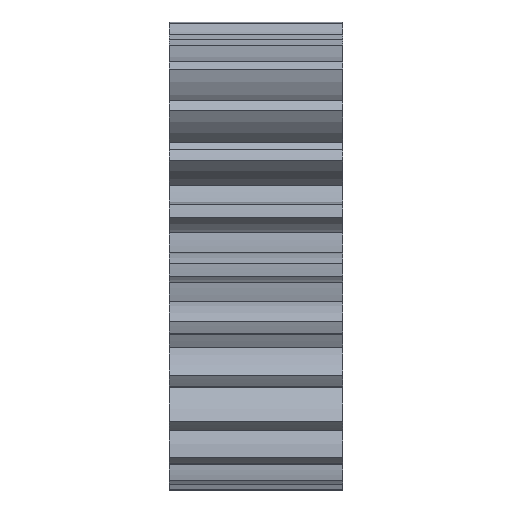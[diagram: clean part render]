
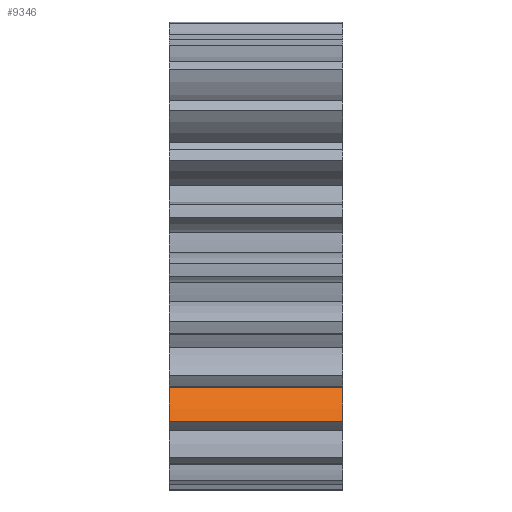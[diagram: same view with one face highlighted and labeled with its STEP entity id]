
A CAD part, top view. The second image highlights one B-rep face of the part: STEP entity #9346.
In plain terms, the highlighted cylindrical face has radius 6.35 mm (diameter 12.7 mm), a partial arc.
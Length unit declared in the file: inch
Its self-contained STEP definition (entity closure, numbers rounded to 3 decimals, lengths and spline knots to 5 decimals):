
#107 = VERTEX_POINT ( 'NONE', #24468 ) ;
#288 = EDGE_CURVE ( 'NONE', #107, #5788, #4511, .T. ) ;
#1124 = AXIS2_PLACEMENT_3D ( 'NONE', #6152, #21035, #4059 ) ;
#3906 = ORIENTED_EDGE ( 'NONE', *, *, #288, .F. ) ;
#4059 = DIRECTION ( 'NONE',  ( 0., 0., 1. ) ) ;
#4396 = DIRECTION ( 'NONE',  ( -1., 0., 0. ) ) ;
#4511 = LINE ( 'NONE', #6492, #10299 ) ;
#4996 = DIRECTION ( 'NONE',  ( -1., 0., 0. ) ) ;
#5788 = VERTEX_POINT ( 'NONE', #12393 ) ;
#6152 = CARTESIAN_POINT ( 'NONE',  ( -0.25, -0.55658, 0.23738 ) ) ;
#6492 = CARTESIAN_POINT ( 'NONE',  ( 0.25, -0.47941, 0.47517 ) ) ;
#6584 = EDGE_CURVE ( 'NONE', #107, #21408, #22519, .T. ) ;
#7886 = CYLINDRICAL_SURFACE ( 'NONE', #15083, 0.25 ) ;
#8728 = VECTOR ( 'NONE', #4396, 39.37008 ) ;
#8818 = EDGE_CURVE ( 'NONE', #21408, #9964, #9961, .T. ) ;
#9346 = ADVANCED_FACE ( 'NONE', ( #17169 ), #7886, .T. ) ;
#9618 = DIRECTION ( 'NONE',  ( 0., 0., 1. ) ) ;
#9961 = LINE ( 'NONE', #17511, #8728 ) ;
#9964 = VERTEX_POINT ( 'NONE', #20474 ) ;
#10299 = VECTOR ( 'NONE', #12042, 39.37008 ) ;
#11831 = CARTESIAN_POINT ( 'NONE',  ( 0.25, -0.38055, 0.41491 ) ) ;
#12042 = DIRECTION ( 'NONE',  ( -1., 0., 0. ) ) ;
#12393 = CARTESIAN_POINT ( 'NONE',  ( -0.25, -0.47941, 0.47517 ) ) ;
#13331 = DIRECTION ( 'NONE',  ( -1., 0., 0. ) ) ;
#13696 = CARTESIAN_POINT ( 'NONE',  ( 0.25, -0.55658, 0.23738 ) ) ;
#14130 = ORIENTED_EDGE ( 'NONE', *, *, #15708, .F. ) ;
#15083 = AXIS2_PLACEMENT_3D ( 'NONE', #13696, #13331, #9618 ) ;
#15205 = EDGE_LOOP ( 'NONE', ( #23734, #14130, #3906, #21628 ) ) ;
#15708 = EDGE_CURVE ( 'NONE', #5788, #9964, #18520, .T. ) ;
#16589 = AXIS2_PLACEMENT_3D ( 'NONE', #21977, #4996, #20241 ) ;
#17169 = FACE_OUTER_BOUND ( 'NONE', #15205, .T. ) ;
#17511 = CARTESIAN_POINT ( 'NONE',  ( 0.25, -0.38055, 0.41491 ) ) ;
#18520 = CIRCLE ( 'NONE', #1124, 0.25 ) ;
#20241 = DIRECTION ( 'NONE',  ( 0., 0., 1. ) ) ;
#20474 = CARTESIAN_POINT ( 'NONE',  ( -0.25, -0.38055, 0.41491 ) ) ;
#21035 = DIRECTION ( 'NONE',  ( -1., 0., 0. ) ) ;
#21408 = VERTEX_POINT ( 'NONE', #11831 ) ;
#21628 = ORIENTED_EDGE ( 'NONE', *, *, #6584, .T. ) ;
#21977 = CARTESIAN_POINT ( 'NONE',  ( 0.25, -0.55658, 0.23738 ) ) ;
#22519 = CIRCLE ( 'NONE', #16589, 0.25 ) ;
#23734 = ORIENTED_EDGE ( 'NONE', *, *, #8818, .T. ) ;
#24468 = CARTESIAN_POINT ( 'NONE',  ( 0.25, -0.47941, 0.47517 ) ) ;
